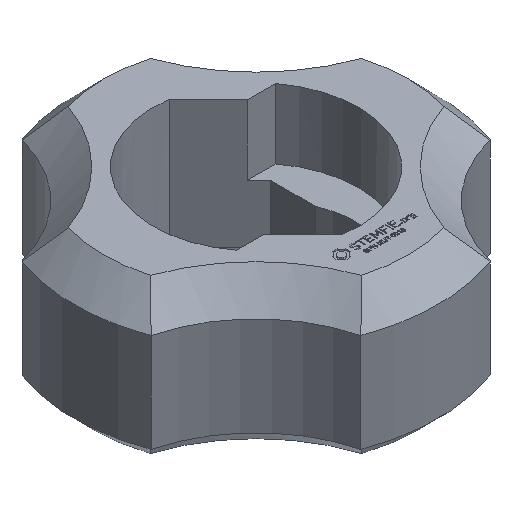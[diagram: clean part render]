
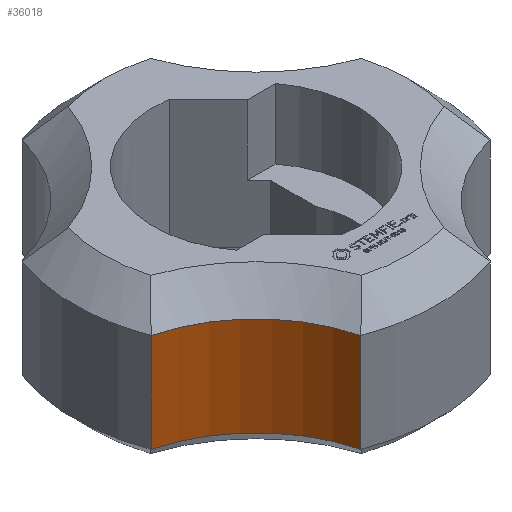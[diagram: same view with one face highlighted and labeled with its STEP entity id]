
A CAD part, isometric view. The second image highlights one B-rep face of the part: STEP entity #36018.
In plain terms, the highlighted cylindrical face has radius 5 mm (diameter 10 mm), a partial arc.
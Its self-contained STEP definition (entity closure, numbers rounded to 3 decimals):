
#32509 = CONICAL_SURFACE('',#32510,5.5,0.785);
#32510 = AXIS2_PLACEMENT_3D('',#32511,#32512,#32513);
#32511 = CARTESIAN_POINT('',(-7.071,-7.071,4.5));
#32512 = DIRECTION('',(0.,0.,1.));
#32513 = DIRECTION('',(0.969,0.246,-0.));
#34276 = CONICAL_SURFACE('',#34277,5.3,0.785);
#34277 = AXIS2_PLACEMENT_3D('',#34278,#34279,#34280);
#34278 = CARTESIAN_POINT('',(-7.071,-7.071,0.3));
#34279 = DIRECTION('',(0.,0.,-1.));
#34280 = DIRECTION('',(0.969,0.246,0.));
#34362 = VERTEX_POINT('',#34363);
#34363 = CARTESIAN_POINT('',(-5.841,-2.225,0.6));
#34383 = EDGE_CURVE('',#34384,#34362,#34386,.T.);
#34384 = VERTEX_POINT('',#34385);
#34385 = CARTESIAN_POINT('',(-2.225,-5.841,0.6));
#34386 = SURFACE_CURVE('',#34387,(#34392,#34399),.PCURVE_S1.);
#34387 = CIRCLE('',#34388,5.);
#34388 = AXIS2_PLACEMENT_3D('',#34389,#34390,#34391);
#34389 = CARTESIAN_POINT('',(-7.071,-7.071,0.6));
#34390 = DIRECTION('',(0.,0.,1.));
#34391 = DIRECTION('',(0.969,0.246,-0.));
#34392 = PCURVE('',#34276,#34393);
#34393 = DEFINITIONAL_REPRESENTATION('',(#34394),#34398);
#34394 = LINE('',#34395,#34396);
#34395 = CARTESIAN_POINT('',(6.283,-0.3));
#34396 = VECTOR('',#34397,1.);
#34397 = DIRECTION('',(-1.,0.));
#34398 = ( GEOMETRIC_REPRESENTATION_CONTEXT(2) 
PARAMETRIC_REPRESENTATION_CONTEXT() REPRESENTATION_CONTEXT('2D SPACE',''
  ) );
#34399 = PCURVE('',#34400,#34405);
#34400 = CYLINDRICAL_SURFACE('',#34401,5.);
#34401 = AXIS2_PLACEMENT_3D('',#34402,#34403,#34404);
#34402 = CARTESIAN_POINT('',(-7.071,-7.071,0.));
#34403 = DIRECTION('',(0.,0.,1.));
#34404 = DIRECTION('',(0.969,0.246,-0.));
#34405 = DEFINITIONAL_REPRESENTATION('',(#34406),#34410);
#34406 = LINE('',#34407,#34408);
#34407 = CARTESIAN_POINT('',(0.,0.6));
#34408 = VECTOR('',#34409,1.);
#34409 = DIRECTION('',(1.,0.));
#34410 = ( GEOMETRIC_REPRESENTATION_CONTEXT(2) 
PARAMETRIC_REPRESENTATION_CONTEXT() REPRESENTATION_CONTEXT('2D SPACE',''
  ) );
#34474 = CYLINDRICAL_SURFACE('',#34475,6.25);
#34475 = AXIS2_PLACEMENT_3D('',#34476,#34477,#34478);
#34476 = CARTESIAN_POINT('',(0.,0.,0.));
#34477 = DIRECTION('',(0.,0.,1.));
#34478 = DIRECTION('',(-0.356,-0.934,0.));
#34775 = CYLINDRICAL_SURFACE('',#34776,6.25);
#34776 = AXIS2_PLACEMENT_3D('',#34777,#34778,#34779);
#34777 = CARTESIAN_POINT('',(0.,0.,0.));
#34778 = DIRECTION('',(0.,0.,1.));
#34779 = DIRECTION('',(-0.934,0.356,0.));
#35144 = VERTEX_POINT('',#35145);
#35145 = CARTESIAN_POINT('',(-2.225,-5.841,4.));
#35303 = EDGE_CURVE('',#35304,#35144,#35306,.T.);
#35304 = VERTEX_POINT('',#35305);
#35305 = CARTESIAN_POINT('',(-5.841,-2.225,4.));
#35306 = SURFACE_CURVE('',#35307,(#35312,#35319),.PCURVE_S1.);
#35307 = CIRCLE('',#35308,5.);
#35308 = AXIS2_PLACEMENT_3D('',#35309,#35310,#35311);
#35309 = CARTESIAN_POINT('',(-7.071,-7.071,4.));
#35310 = DIRECTION('',(0.,0.,-1.));
#35311 = DIRECTION('',(0.969,0.246,0.));
#35312 = PCURVE('',#32509,#35313);
#35313 = DEFINITIONAL_REPRESENTATION('',(#35314),#35318);
#35314 = LINE('',#35315,#35316);
#35315 = CARTESIAN_POINT('',(6.283,-0.5));
#35316 = VECTOR('',#35317,1.);
#35317 = DIRECTION('',(-1.,0.));
#35318 = ( GEOMETRIC_REPRESENTATION_CONTEXT(2) 
PARAMETRIC_REPRESENTATION_CONTEXT() REPRESENTATION_CONTEXT('2D SPACE',''
  ) );
#35319 = PCURVE('',#34400,#35320);
#35320 = DEFINITIONAL_REPRESENTATION('',(#35321),#35325);
#35321 = LINE('',#35322,#35323);
#35322 = CARTESIAN_POINT('',(6.283,4.));
#35323 = VECTOR('',#35324,1.);
#35324 = DIRECTION('',(-1.,0.));
#35325 = ( GEOMETRIC_REPRESENTATION_CONTEXT(2) 
PARAMETRIC_REPRESENTATION_CONTEXT() REPRESENTATION_CONTEXT('2D SPACE',''
  ) );
#35811 = EDGE_CURVE('',#34384,#35144,#35812,.T.);
#35812 = SURFACE_CURVE('',#35813,(#35817,#35824),.PCURVE_S1.);
#35813 = LINE('',#35814,#35815);
#35814 = CARTESIAN_POINT('',(-2.225,-5.841,0.));
#35815 = VECTOR('',#35816,1.);
#35816 = DIRECTION('',(0.,0.,1.));
#35817 = PCURVE('',#34474,#35818);
#35818 = DEFINITIONAL_REPRESENTATION('',(#35819),#35823);
#35819 = LINE('',#35820,#35821);
#35820 = CARTESIAN_POINT('',(0.,0.));
#35821 = VECTOR('',#35822,1.);
#35822 = DIRECTION('',(0.,1.));
#35823 = ( GEOMETRIC_REPRESENTATION_CONTEXT(2) 
PARAMETRIC_REPRESENTATION_CONTEXT() REPRESENTATION_CONTEXT('2D SPACE',''
  ) );
#35824 = PCURVE('',#34400,#35825);
#35825 = DEFINITIONAL_REPRESENTATION('',(#35826),#35830);
#35826 = LINE('',#35827,#35828);
#35827 = CARTESIAN_POINT('',(0.,0.));
#35828 = VECTOR('',#35829,1.);
#35829 = DIRECTION('',(0.,1.));
#35830 = ( GEOMETRIC_REPRESENTATION_CONTEXT(2) 
PARAMETRIC_REPRESENTATION_CONTEXT() REPRESENTATION_CONTEXT('2D SPACE',''
  ) );
#36018 = ADVANCED_FACE('',(#36019),#34400,.F.);
#36019 = FACE_BOUND('',#36020,.F.);
#36020 = EDGE_LOOP('',(#36021,#36042,#36043,#36044));
#36021 = ORIENTED_EDGE('',*,*,#36022,.T.);
#36022 = EDGE_CURVE('',#34362,#35304,#36023,.T.);
#36023 = SURFACE_CURVE('',#36024,(#36028,#36035),.PCURVE_S1.);
#36024 = LINE('',#36025,#36026);
#36025 = CARTESIAN_POINT('',(-5.841,-2.225,0.));
#36026 = VECTOR('',#36027,1.);
#36027 = DIRECTION('',(0.,0.,1.));
#36028 = PCURVE('',#34400,#36029);
#36029 = DEFINITIONAL_REPRESENTATION('',(#36030),#36034);
#36030 = LINE('',#36031,#36032);
#36031 = CARTESIAN_POINT('',(1.074,0.));
#36032 = VECTOR('',#36033,1.);
#36033 = DIRECTION('',(0.,1.));
#36034 = ( GEOMETRIC_REPRESENTATION_CONTEXT(2) 
PARAMETRIC_REPRESENTATION_CONTEXT() REPRESENTATION_CONTEXT('2D SPACE',''
  ) );
#36035 = PCURVE('',#34775,#36036);
#36036 = DEFINITIONAL_REPRESENTATION('',(#36037),#36041);
#36037 = LINE('',#36038,#36039);
#36038 = CARTESIAN_POINT('',(0.728,0.));
#36039 = VECTOR('',#36040,1.);
#36040 = DIRECTION('',(0.,1.));
#36041 = ( GEOMETRIC_REPRESENTATION_CONTEXT(2) 
PARAMETRIC_REPRESENTATION_CONTEXT() REPRESENTATION_CONTEXT('2D SPACE',''
  ) );
#36042 = ORIENTED_EDGE('',*,*,#35303,.T.);
#36043 = ORIENTED_EDGE('',*,*,#35811,.F.);
#36044 = ORIENTED_EDGE('',*,*,#34383,.T.);
